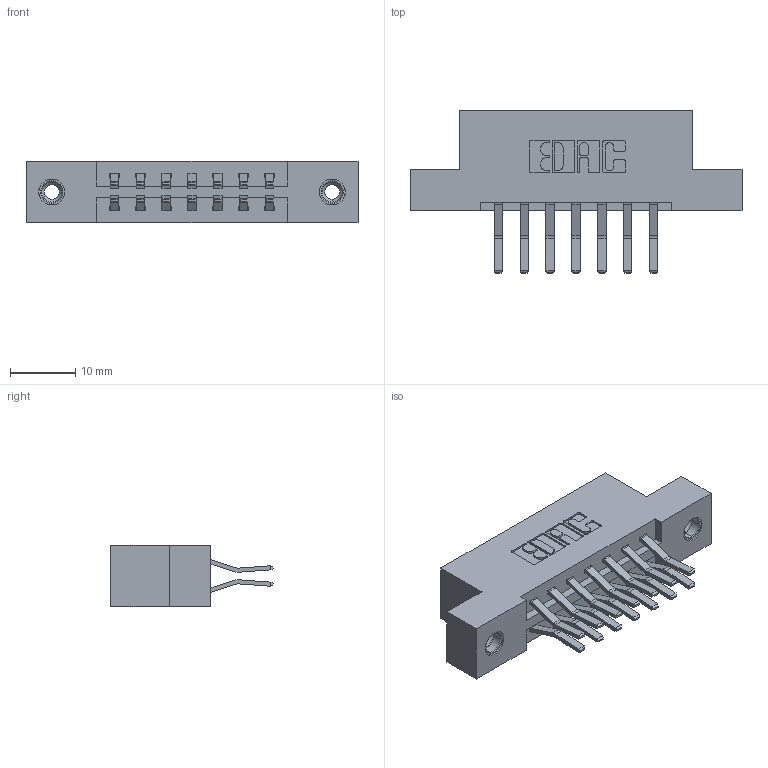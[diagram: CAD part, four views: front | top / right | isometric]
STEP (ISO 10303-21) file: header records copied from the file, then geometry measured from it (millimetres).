
FILE_DESCRIPTION (( 'STEP AP203' ), '1' );
FILE_NAME ('387-014-560-208.STEP', '2019-10-15T22:20:47', ( '' ), ( '' ), 'SwSTEP 2.0', 'SolidWorks 2016', '' );
FILE_SCHEMA (( 'CONFIG_CONTROL_DESIGN' ));
Length unit declared in the file: inch
Products named in the file (4): 345-250-001_345-250-003-102; 337 Part_Flush Mounting Lugs - 0.156 Dia-TI; 387-014-560-208; 345-292-001_560 Tail
Assembly tree (17 placements, depth 2):
  387-014-560-208
    337 Part_Flush Mounting Lugs - 0.156 Dia-TI
    345-292-001_560 Tail  x14
    345-250-001_345-250-003-102  x2
Bounding box: 50.75 x 24.78 x 9.4 mm (x, y, z)
Volume: 4967.7 mm3; surface area: 5565.5 mm2
Topology: 17 solids, 17 shells, 958 faces, 2785 edges, 1830 vertices
Faces by surface type: plane 634, cylinder 308, cone 12, torus 4
Entity records: 11228 total; most frequent: CARTESIAN_POINT 1901, ORIENTED_EDGE 1830, DIRECTION 1717, EDGE_CURVE 915, LINE 763, VECTOR 763, VERTEX_POINT 604, AXIS2_PLACEMENT_3D 477
